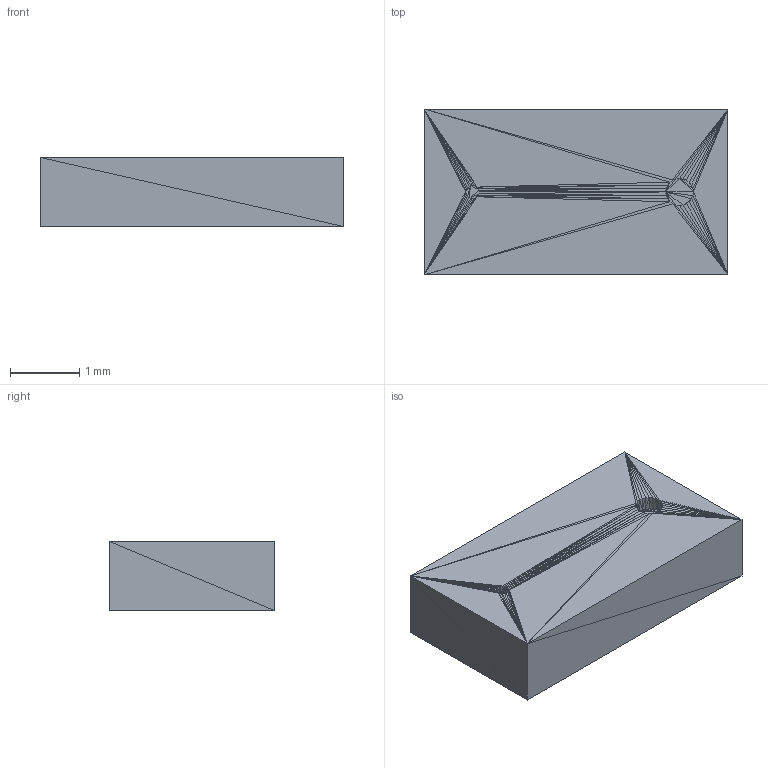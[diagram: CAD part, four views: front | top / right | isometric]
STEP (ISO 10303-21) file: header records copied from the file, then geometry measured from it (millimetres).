
FILE_DESCRIPTION(('FreeCAD Model'),'2;1');
FILE_NAME('VL53L0x.step','2018-02-27T19:41:29',('Author'),(''), 'Open CASCADE STEP processor 6.8','FreeCAD','Unknown');
FILE_SCHEMA(('AUTOMOTIVE_DESIGN_CC2 { 1 2 10303 214 -1 1 5 4 }'));
Length unit declared in the file: millimetre
Products named in the file (1): ST_VL53L0X001_(Solid)
Bounding box: 4.4 x 2.4 x 1 mm (x, y, z)
Volume: 10.5 mm3; surface area: 35.1 mm2
Topology: 1 solids, 1 shells, 204 faces, 306 edges, 104 vertices
Faces by surface type: plane 204
Entity records: 7683 total; most frequent: CARTESIAN_POINT 1533, DIRECTION 1022, ORIENTED_EDGE 612, LINE 612, VECTOR 612, PCURVE 612, DEFINITIONAL_REPRESENTATION 612, EDGE_CURVE 306
